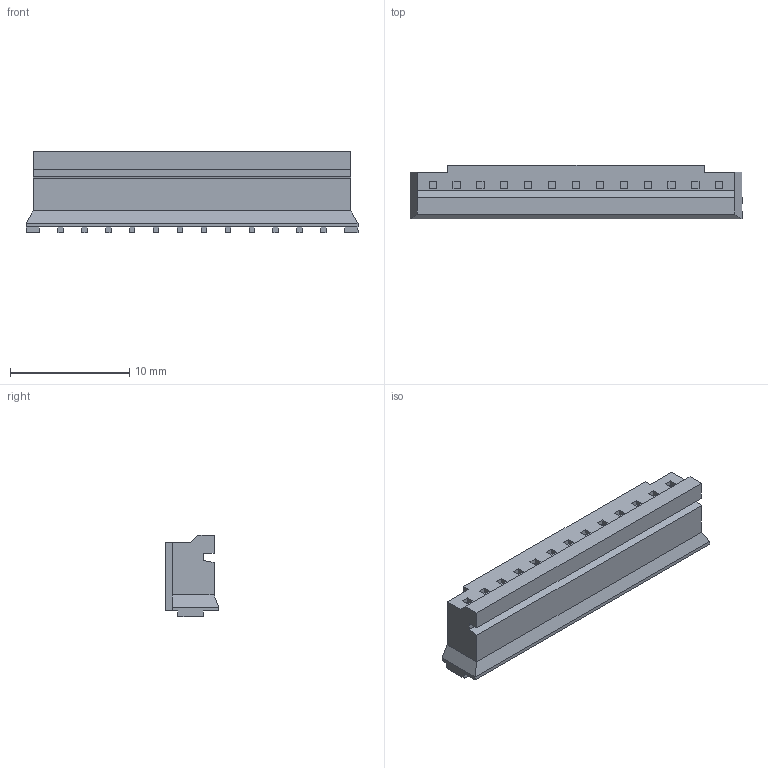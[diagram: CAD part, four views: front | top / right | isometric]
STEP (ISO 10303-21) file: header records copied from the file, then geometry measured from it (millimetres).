
FILE_DESCRIPTION (( 'STEP AP214' ), '1' );
FILE_NAME ('PHR-13.STEP', '2012-07-03T09:21:01', ( ' ' ), ( ' ' ), 'SwSTEP 2.0', 'SolidWorks 2005235', '' );
FILE_SCHEMA (( 'AUTOMOTIVE_DESIGN' ));
Length unit declared in the file: millimetre
Products named in the file (1): PHR-13
Bounding box: 27.8 x 4.5 x 6.85 mm (x, y, z)
Volume: 629.5 mm3; surface area: 724.2 mm2
Topology: 1 solids, 1 shells, 195 faces, 484 edges, 304 vertices
Faces by surface type: plane 195
Entity records: 5613 total; most frequent: CARTESIAN_POINT 984, ORIENTED_EDGE 968, DIRECTION 876, EDGE_CURVE 484, VECTOR 484, LINE 484, VERTEX_POINT 304, EDGE_LOOP 208
